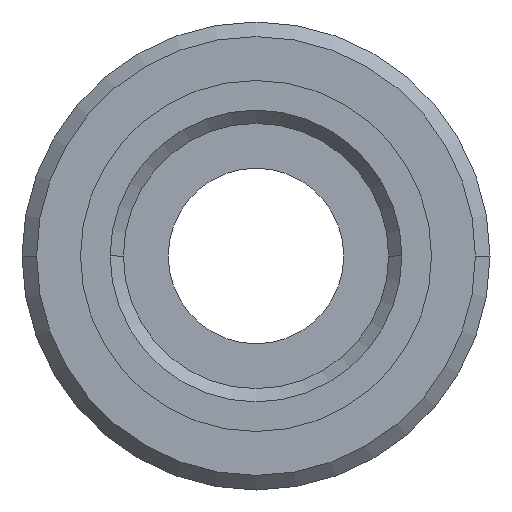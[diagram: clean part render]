
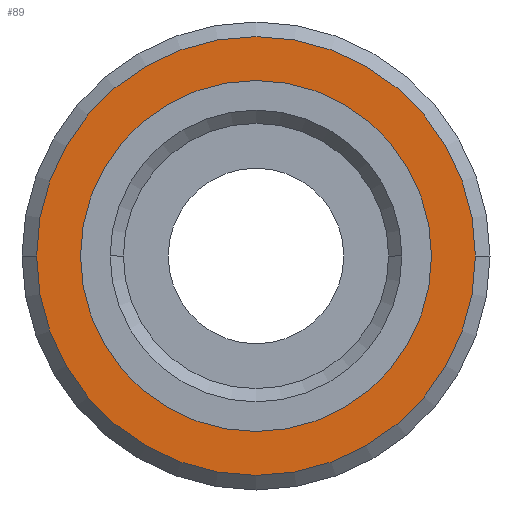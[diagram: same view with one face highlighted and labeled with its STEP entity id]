
A CAD part, front view. The second image highlights one B-rep face of the part: STEP entity #89.
In plain terms, the highlighted planar face has unit normal (0, -1, 0).
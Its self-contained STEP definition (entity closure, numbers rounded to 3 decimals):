
#89=ADVANCED_FACE('',(#224,#225),#226,.T.);
#224=FACE_BOUND('',#413,.T.);
#225=FACE_OUTER_BOUND('',#414,.T.);
#226=PLANE('',#415);
#413=EDGE_LOOP('',(#616,#617));
#414=EDGE_LOOP('',(#618,#619));
#415=AXIS2_PLACEMENT_3D('',#620,#621,#622);
#616=ORIENTED_EDGE('',*,*,#1064,.T.);
#617=ORIENTED_EDGE('',*,*,#1065,.T.);
#618=ORIENTED_EDGE('',*,*,#1066,.F.);
#619=ORIENTED_EDGE('',*,*,#1067,.F.);
#620=CARTESIAN_POINT('',(5.625,0.1,0.0));
#621=DIRECTION('',(-0.0,-1.0,-0.0));
#622=DIRECTION('',(-1.0,0.0,0.0));
#1064=EDGE_CURVE('',#1253,#1254,#1255,.T.);
#1065=EDGE_CURVE('',#1254,#1253,#1256,.T.);
#1066=EDGE_CURVE('',#1257,#1258,#1259,.T.);
#1067=EDGE_CURVE('',#1258,#1257,#1260,.T.);
#1253=VERTEX_POINT('',#1502);
#1254=VERTEX_POINT('',#1503);
#1255=CIRCLE('',#1504,9.0);
#1256=CIRCLE('',#1505,9.0);
#1257=VERTEX_POINT('',#1506);
#1258=VERTEX_POINT('',#1507);
#1259=CIRCLE('',#1508,11.25);
#1260=CIRCLE('',#1509,11.25);
#1502=CARTESIAN_POINT('',(-9.0,0.1,0.));
#1503=CARTESIAN_POINT('',(9.0,0.1,0.));
#1504=AXIS2_PLACEMENT_3D('',#1780,#1781,#1782);
#1505=AXIS2_PLACEMENT_3D('',#1783,#1784,#1785);
#1506=CARTESIAN_POINT('',(11.25,0.1,0.0));
#1507=CARTESIAN_POINT('',(-11.25,0.1,0.));
#1508=AXIS2_PLACEMENT_3D('',#1786,#1787,#1788);
#1509=AXIS2_PLACEMENT_3D('',#1789,#1790,#1791);
#1780=CARTESIAN_POINT('',(0.0,0.1,0.0));
#1781=DIRECTION('',(-0.0,1.0,0.0));
#1782=DIRECTION('',(1.0,0.0,0.0));
#1783=CARTESIAN_POINT('',(0.0,0.1,0.0));
#1784=DIRECTION('',(-0.0,1.0,0.0));
#1785=DIRECTION('',(1.0,0.0,0.0));
#1786=CARTESIAN_POINT('',(0.0,0.1,0.0));
#1787=DIRECTION('',(-0.0,1.0,0.0));
#1788=DIRECTION('',(1.0,0.0,0.0));
#1789=CARTESIAN_POINT('',(0.0,0.1,0.0));
#1790=DIRECTION('',(-0.0,1.0,0.0));
#1791=DIRECTION('',(1.0,0.0,0.0));
